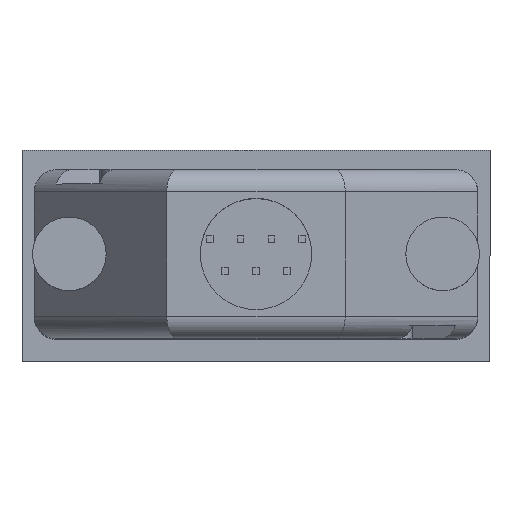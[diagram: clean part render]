
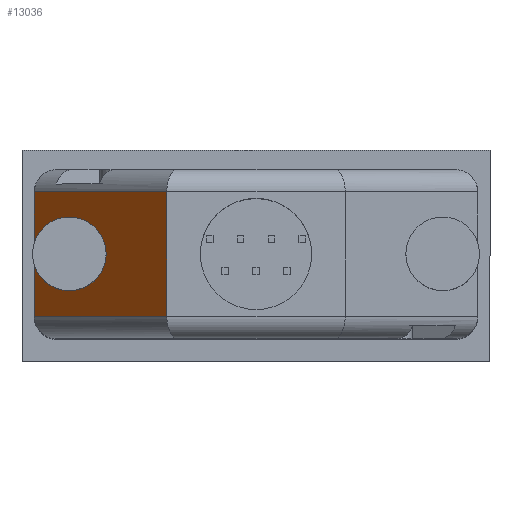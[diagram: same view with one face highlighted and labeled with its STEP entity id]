
A CAD part, top view. The second image highlights one B-rep face of the part: STEP entity #13036.
In plain terms, the highlighted face is planar.
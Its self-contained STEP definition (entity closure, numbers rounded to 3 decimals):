
#363 = EDGE_CURVE ( 'NONE', #4613, #14703, #11921, .T. ) ;
#1611 = FACE_OUTER_BOUND ( 'NONE', #5748, .T. ) ;
#2095 = LINE ( 'NONE', #21961, #19790 ) ;
#2228 = AXIS2_PLACEMENT_3D ( 'NONE', #23325, #3703, #3312 ) ;
#2913 = CARTESIAN_POINT ( 'NONE',  ( 8., -5.6, -20.6 ) ) ;
#3312 = DIRECTION ( 'NONE',  ( 0.622, 0., 0.783 ) ) ;
#3639 = EDGE_CURVE ( 'NONE', #14703, #21104, #2095, .T. ) ;
#3703 = DIRECTION ( 'NONE',  ( -0.783, 0., 0.622 ) ) ;
#4001 = CARTESIAN_POINT ( 'NONE',  ( 15.25, 0., -11.461 ) ) ;
#4613 = VERTEX_POINT ( 'NONE', #11644 ) ;
#4847 = LINE ( 'NONE', #12905, #17541 ) ;
#5359 = CARTESIAN_POINT ( 'NONE',  ( 18.25, 0., -7.68 ) ) ;
#5659 = PLANE ( 'NONE',  #2228 ) ;
#5748 = EDGE_LOOP ( 'NONE', ( #22230, #22647, #19013, #11980 ) ) ;
#5895 = VERTEX_POINT ( 'NONE', #7542 ) ;
#7467 = CARTESIAN_POINT ( 'NONE',  ( 15.25, 3., -11.461 ) ) ;
#7542 = CARTESIAN_POINT ( 'NONE',  ( 8., 5.6, -20.6 ) ) ;
#7700 = CARTESIAN_POINT ( 'NONE',  ( 18.25, 0., -7.68 ) ) ;
#9960 = CARTESIAN_POINT ( 'NONE',  ( 19.9, -5.6, -5.6 ) ) ;
#11082 = ORIENTED_EDGE ( 'NONE', *, *, #15014, .T. ) ;
#11470 = CARTESIAN_POINT ( 'NONE',  ( 8., 7.6, -20.6 ) ) ;
#11644 = CARTESIAN_POINT ( 'NONE',  ( 19.9, 5.6, -5.6 ) ) ;
#11921 = LINE ( 'NONE', #13908, #15410 ) ;
#11980 = ORIENTED_EDGE ( 'NONE', *, *, #16426, .F. ) ;
#12334 =( BOUNDED_CURVE ( )  B_SPLINE_CURVE ( 3, ( #15857, #19700, #17710, #5359 ),
 .UNSPECIFIED., .F., .T. ) 
 B_SPLINE_CURVE_WITH_KNOTS ( ( 4, 4 ),
 ( 3.142, 6.283 ),
 .UNSPECIFIED. ) 
 CURVE ( )  GEOMETRIC_REPRESENTATION_ITEM ( )  RATIONAL_B_SPLINE_CURVE ( ( 1., 0.333, 0.333, 1. ) ) 
 REPRESENTATION_ITEM ( '' )  );
#12387 = VERTEX_POINT ( 'NONE', #7700 ) ;
#12429 = DIRECTION ( 'NONE',  ( 0., -1., 0. ) ) ;
#12905 = CARTESIAN_POINT ( 'NONE',  ( 8., 5.6, -20.6 ) ) ;
#13036 = ADVANCED_FACE ( 'NONE', ( #13605, #1611 ), #5659, .F. ) ;
#13605 = FACE_BOUND ( 'NONE', #20161, .T. ) ;
#13713 = DIRECTION ( 'NONE',  ( 0., -1., 0. ) ) ;
#13908 = CARTESIAN_POINT ( 'NONE',  ( 19.9, 7.6, -5.6 ) ) ;
#14091 = VECTOR ( 'NONE', #13713, 1000. ) ;
#14703 = VERTEX_POINT ( 'NONE', #9960 ) ;
#15014 = EDGE_CURVE ( 'NONE', #25513, #12387, #12334, .T. ) ;
#15410 = VECTOR ( 'NONE', #12429, 1000. ) ;
#15497 = CARTESIAN_POINT ( 'NONE',  ( 15.25, 0., -11.461 ) ) ;
#15822 =( BOUNDED_CURVE ( )  B_SPLINE_CURVE ( 3, ( #19445, #21422, #7467, #15497 ),
 .UNSPECIFIED., .F., .T. ) 
 B_SPLINE_CURVE_WITH_KNOTS ( ( 4, 4 ),
 ( 0., 3.142 ),
 .UNSPECIFIED. ) 
 CURVE ( )  GEOMETRIC_REPRESENTATION_ITEM ( )  RATIONAL_B_SPLINE_CURVE ( ( 1., 0.333, 0.333, 1. ) ) 
 REPRESENTATION_ITEM ( '' )  );
#15857 = CARTESIAN_POINT ( 'NONE',  ( 15.25, 0., -11.461 ) ) ;
#15923 = EDGE_CURVE ( 'NONE', #5895, #4613, #4847, .T. ) ;
#16426 = EDGE_CURVE ( 'NONE', #5895, #21104, #21456, .T. ) ;
#17541 = VECTOR ( 'NONE', #20910, 1000. ) ;
#17710 = CARTESIAN_POINT ( 'NONE',  ( 18.25, -3., -7.68 ) ) ;
#17872 = ORIENTED_EDGE ( 'NONE', *, *, #21594, .T. ) ;
#19013 = ORIENTED_EDGE ( 'NONE', *, *, #3639, .T. ) ;
#19445 = CARTESIAN_POINT ( 'NONE',  ( 18.25, 0., -7.68 ) ) ;
#19700 = CARTESIAN_POINT ( 'NONE',  ( 15.25, -3., -11.461 ) ) ;
#19790 = VECTOR ( 'NONE', #23920, 1000. ) ;
#20161 = EDGE_LOOP ( 'NONE', ( #17872, #11082 ) ) ;
#20910 = DIRECTION ( 'NONE',  ( 0.622, 0., 0.783 ) ) ;
#21104 = VERTEX_POINT ( 'NONE', #2913 ) ;
#21422 = CARTESIAN_POINT ( 'NONE',  ( 18.25, 3., -7.68 ) ) ;
#21456 = LINE ( 'NONE', #11470, #14091 ) ;
#21594 = EDGE_CURVE ( 'NONE', #12387, #25513, #15822, .T. ) ;
#21961 = CARTESIAN_POINT ( 'NONE',  ( 8., -5.6, -20.6 ) ) ;
#22230 = ORIENTED_EDGE ( 'NONE', *, *, #15923, .T. ) ;
#22647 = ORIENTED_EDGE ( 'NONE', *, *, #363, .T. ) ;
#23325 = CARTESIAN_POINT ( 'NONE',  ( 8., 7.6, -20.6 ) ) ;
#23920 = DIRECTION ( 'NONE',  ( -0.622, 0., -0.783 ) ) ;
#25513 = VERTEX_POINT ( 'NONE', #4001 ) ;
